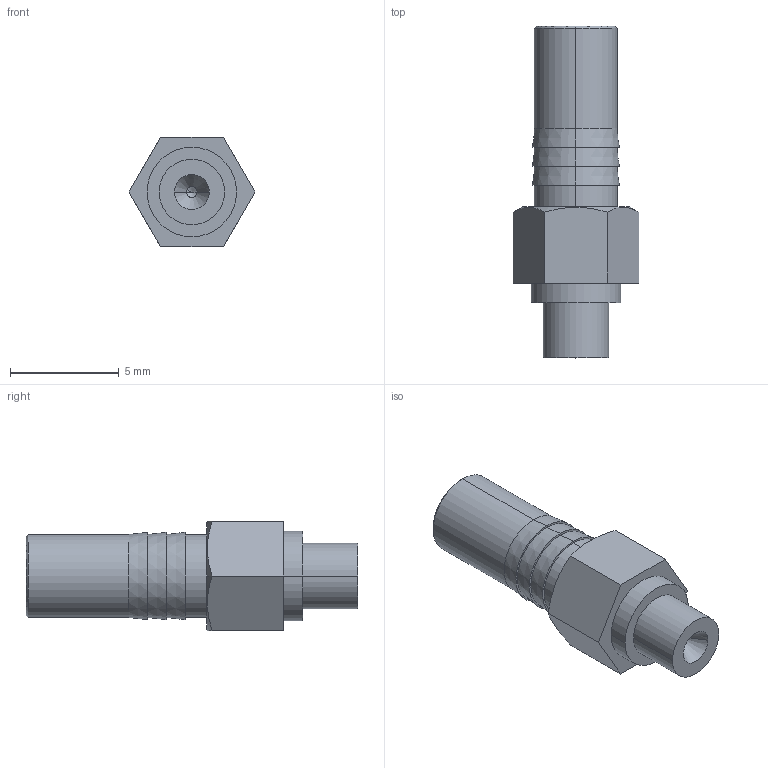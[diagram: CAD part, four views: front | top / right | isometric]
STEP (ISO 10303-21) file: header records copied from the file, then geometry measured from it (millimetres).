
FILE_DESCRIPTION((''),'2;1');
FILE_NAME('00112060602','2020-02-04T',('presta_be4'),(''),'CREO PARAMETRIC BY PTC INC, 2018360','CREO PARAMETRIC BY PTC INC, 2018360','');
FILE_SCHEMA(('CONFIG_CONTROL_DESIGN'));
Length unit declared in the file: millimetre
Products named in the file (1): 00112060602
Bounding box: 5.78 x 15.24 x 5.01 mm (x, y, z)
Volume: 154.1 mm3; surface area: 396.4 mm2
Topology: 1 solids, 2 shells, 115 faces, 286 edges, 184 vertices
Faces by surface type: plane 53, cylinder 32, cone 30
Entity records: 3776 total; most frequent: CARTESIAN_POINT 937, DIRECTION 610, ORIENTED_EDGE 564, EDGE_CURVE 282, AXIS2_PLACEMENT_3D 235, VERTEX_POINT 184, VECTOR 140, LINE 140
